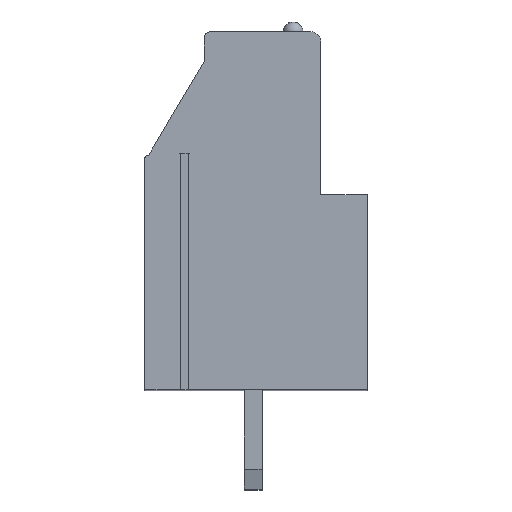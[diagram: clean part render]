
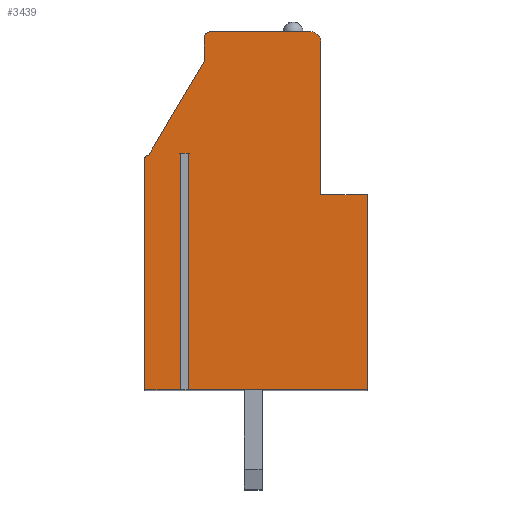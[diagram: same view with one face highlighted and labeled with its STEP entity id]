
A CAD part, top view. The second image highlights one B-rep face of the part: STEP entity #3439.
In plain terms, the highlighted planar face has unit normal (0, 0, 1).
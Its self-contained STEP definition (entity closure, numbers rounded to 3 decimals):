
#30=DIRECTION('',(-1.,0.,0.));
#31=VECTOR('',#30,0.38);
#32=CARTESIAN_POINT('',(-3.27,4.204,27.94));
#33=LINE('',#32,#31);
#34=DIRECTION('',(0.,1.,0.));
#35=VECTOR('',#34,11.9);
#36=CARTESIAN_POINT('',(-3.65,-7.696,27.94));
#37=LINE('',#36,#35);
#38=DIRECTION('',(1.,0.,0.));
#39=VECTOR('',#38,1.81);
#40=CARTESIAN_POINT('',(-5.46,-7.696,27.94));
#41=LINE('',#40,#39);
#42=DIRECTION('',(0.,-1.,0.));
#43=VECTOR('',#42,11.6);
#44=CARTESIAN_POINT('',(-5.46,3.904,27.94));
#45=LINE('',#44,#43);
#46=CARTESIAN_POINT('',(-5.26,3.904,27.94));
#47=DIRECTION('',(0.,0.,1.));
#48=DIRECTION('',(0.,1.,0.));
#49=AXIS2_PLACEMENT_3D('',#46,#47,#48);
#51=DIRECTION('',(-0.512,-0.859,0.));
#52=VECTOR('',#51,5.471);
#53=CARTESIAN_POINT('',(-2.46,8.804,27.94));
#54=LINE('',#53,#52);
#55=DIRECTION('',(0.,-1.,0.));
#56=VECTOR('',#55,1.2);
#57=CARTESIAN_POINT('',(-2.46,10.004,27.94));
#58=LINE('',#57,#56);
#59=CARTESIAN_POINT('',(-2.16,10.004,27.94));
#60=DIRECTION('',(0.,0.,1.));
#61=DIRECTION('',(0.,1.,0.));
#62=AXIS2_PLACEMENT_3D('',#59,#60,#61);
#64=DIRECTION('',(-1.,0.,0.));
#65=VECTOR('',#64,5.05);
#66=CARTESIAN_POINT('',(2.89,10.304,27.94));
#67=LINE('',#66,#65);
#68=CARTESIAN_POINT('',(2.89,9.804,27.94));
#69=DIRECTION('',(0.,0.,1.));
#70=DIRECTION('',(1.,0.,0.));
#71=AXIS2_PLACEMENT_3D('',#68,#69,#70);
#73=DIRECTION('',(0.,1.,0.));
#74=VECTOR('',#73,7.7);
#75=CARTESIAN_POINT('',(3.39,2.104,27.94));
#76=LINE('',#75,#74);
#77=DIRECTION('',(-1.,0.,0.));
#78=VECTOR('',#77,2.35);
#79=CARTESIAN_POINT('',(5.74,2.104,27.94));
#80=LINE('',#79,#78);
#81=DIRECTION('',(0.,1.,0.));
#82=VECTOR('',#81,9.8);
#83=CARTESIAN_POINT('',(5.74,-7.696,27.94));
#84=LINE('',#83,#82);
#85=DIRECTION('',(1.,0.,0.));
#86=VECTOR('',#85,9.01);
#87=CARTESIAN_POINT('',(-3.27,-7.696,27.94));
#88=LINE('',#87,#86);
#89=DIRECTION('',(0.,1.,0.));
#90=VECTOR('',#89,11.9);
#91=CARTESIAN_POINT('',(-3.27,-7.696,27.94));
#92=LINE('',#91,#90);
#2632=CARTESIAN_POINT('',(5.74,-7.696,27.94));
#2633=CARTESIAN_POINT('',(5.74,2.104,27.94));
#2634=VERTEX_POINT('',#2632);
#2635=VERTEX_POINT('',#2633);
#2636=CARTESIAN_POINT('',(3.39,2.104,27.94));
#2637=VERTEX_POINT('',#2636);
#2638=CARTESIAN_POINT('',(3.39,9.804,27.94));
#2639=VERTEX_POINT('',#2638);
#2640=CARTESIAN_POINT('',(2.89,10.304,27.94));
#2641=VERTEX_POINT('',#2640);
#2642=CARTESIAN_POINT('',(-2.16,10.304,27.94));
#2643=VERTEX_POINT('',#2642);
#2644=CARTESIAN_POINT('',(-2.46,10.004,27.94));
#2645=VERTEX_POINT('',#2644);
#2646=CARTESIAN_POINT('',(-2.46,8.804,27.94));
#2647=VERTEX_POINT('',#2646);
#2648=CARTESIAN_POINT('',(-5.26,4.104,27.94));
#2649=VERTEX_POINT('',#2648);
#2650=CARTESIAN_POINT('',(-5.46,3.904,27.94));
#2651=VERTEX_POINT('',#2650);
#2652=CARTESIAN_POINT('',(-5.46,-7.696,27.94));
#2653=VERTEX_POINT('',#2652);
#2734=CARTESIAN_POINT('',(-3.27,4.204,27.94));
#2735=CARTESIAN_POINT('',(-3.65,4.204,27.94));
#2736=VERTEX_POINT('',#2734);
#2737=VERTEX_POINT('',#2735);
#2738=CARTESIAN_POINT('',(-3.27,-7.696,27.94));
#2739=VERTEX_POINT('',#2738);
#2740=CARTESIAN_POINT('',(-3.65,-7.696,27.94));
#2741=VERTEX_POINT('',#2740);
#3402=CARTESIAN_POINT('',(0.,0.,27.94));
#3403=DIRECTION('',(0.,0.,1.));
#3404=DIRECTION('',(1.,0.,0.));
#3405=AXIS2_PLACEMENT_3D('',#3402,#3403,#3404);
#3406=PLANE('',#3405);
#3408=ORIENTED_EDGE('',*,*,#3407,.T.);
#3410=ORIENTED_EDGE('',*,*,#3409,.F.);
#3412=ORIENTED_EDGE('',*,*,#3411,.F.);
#3414=ORIENTED_EDGE('',*,*,#3413,.F.);
#3416=ORIENTED_EDGE('',*,*,#3415,.F.);
#3418=ORIENTED_EDGE('',*,*,#3417,.F.);
#3420=ORIENTED_EDGE('',*,*,#3419,.F.);
#3422=ORIENTED_EDGE('',*,*,#3421,.F.);
#3424=ORIENTED_EDGE('',*,*,#3423,.F.);
#3426=ORIENTED_EDGE('',*,*,#3425,.F.);
#3428=ORIENTED_EDGE('',*,*,#3427,.F.);
#3430=ORIENTED_EDGE('',*,*,#3429,.F.);
#3432=ORIENTED_EDGE('',*,*,#3431,.F.);
#3434=ORIENTED_EDGE('',*,*,#3433,.F.);
#3436=ORIENTED_EDGE('',*,*,#3435,.T.);
#3437=EDGE_LOOP('',(#3408,#3410,#3412,#3414,#3416,#3418,#3420,#3422,#3424,#3426,
#3428,#3430,#3432,#3434,#3436));
#3438=FACE_OUTER_BOUND('',#3437,.F.);
#50=CIRCLE('',#49,0.2);
#63=CIRCLE('',#62,0.3);
#72=CIRCLE('',#71,0.5);
#3407=EDGE_CURVE('',#2736,#2737,#33,.T.);
#3409=EDGE_CURVE('',#2741,#2737,#37,.T.);
#3411=EDGE_CURVE('',#2653,#2741,#41,.T.);
#3413=EDGE_CURVE('',#2651,#2653,#45,.T.);
#3415=EDGE_CURVE('',#2649,#2651,#50,.T.);
#3417=EDGE_CURVE('',#2647,#2649,#54,.T.);
#3419=EDGE_CURVE('',#2645,#2647,#58,.T.);
#3421=EDGE_CURVE('',#2643,#2645,#63,.T.);
#3423=EDGE_CURVE('',#2641,#2643,#67,.T.);
#3425=EDGE_CURVE('',#2639,#2641,#72,.T.);
#3427=EDGE_CURVE('',#2637,#2639,#76,.T.);
#3429=EDGE_CURVE('',#2635,#2637,#80,.T.);
#3431=EDGE_CURVE('',#2634,#2635,#84,.T.);
#3433=EDGE_CURVE('',#2739,#2634,#88,.T.);
#3435=EDGE_CURVE('',#2739,#2736,#92,.T.);
#3439=ADVANCED_FACE('',(#3438),#3406,.T.);
